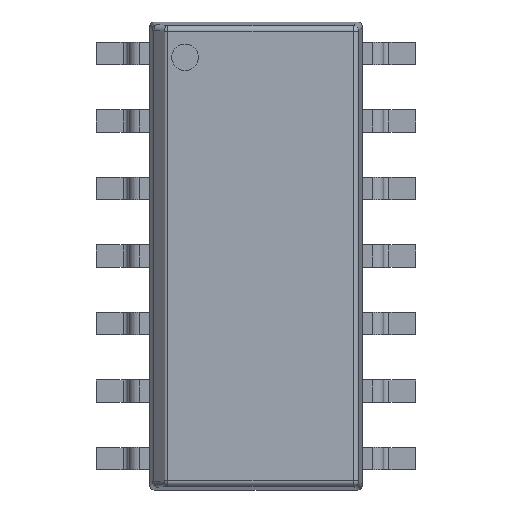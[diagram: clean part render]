
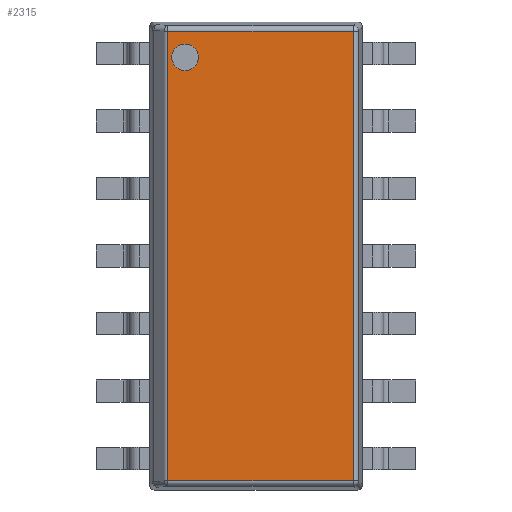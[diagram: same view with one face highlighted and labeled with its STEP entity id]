
A CAD part, top view. The second image highlights one B-rep face of the part: STEP entity #2315.
In plain terms, the highlighted planar face has unit normal (0, 0, 1).
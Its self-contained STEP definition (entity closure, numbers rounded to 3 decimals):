
#2109 = VERTEX_POINT('',#2110);
#2110 = CARTESIAN_POINT('',(3.829,0.171,1.75));
#2117 = EDGE_CURVE('',#2118,#2109,#2120,.T.);
#2118 = VERTEX_POINT('',#2119);
#2119 = CARTESIAN_POINT('',(0.341,0.171,1.75));
#2120 = LINE('',#2121,#2122);
#2121 = CARTESIAN_POINT('',(0.3,0.171,1.75));
#2122 = VECTOR('',#2123,1.);
#2123 = DIRECTION('',(1.,0.,0.));
#2192 = VERTEX_POINT('',#2193);
#2193 = CARTESIAN_POINT('',(0.341,8.629,1.75));
#2200 = EDGE_CURVE('',#2192,#2201,#2203,.T.);
#2201 = VERTEX_POINT('',#2202);
#2202 = CARTESIAN_POINT('',(3.829,8.629,1.75));
#2203 = LINE('',#2204,#2205);
#2204 = CARTESIAN_POINT('',(0.3,8.629,1.75));
#2205 = VECTOR('',#2206,1.);
#2206 = DIRECTION('',(1.,0.,0.));
#2230 = EDGE_CURVE('',#2109,#2201,#2231,.T.);
#2231 = LINE('',#2232,#2233);
#2232 = CARTESIAN_POINT('',(3.829,0.081,1.75));
#2233 = VECTOR('',#2234,1.);
#2234 = DIRECTION('',(0.,1.,0.));
#2315 = ADVANCED_FACE('',(#2316,#2327),#2338,.T.);
#2316 = FACE_BOUND('',#2317,.T.);
#2317 = EDGE_LOOP('',(#2318,#2319,#2325,#2326));
#2318 = ORIENTED_EDGE('',*,*,#2200,.F.);
#2319 = ORIENTED_EDGE('',*,*,#2320,.F.);
#2320 = EDGE_CURVE('',#2118,#2192,#2321,.T.);
#2321 = LINE('',#2322,#2323);
#2322 = CARTESIAN_POINT('',(0.341,0.081,1.75));
#2323 = VECTOR('',#2324,1.);
#2324 = DIRECTION('',(0.,1.,0.));
#2325 = ORIENTED_EDGE('',*,*,#2117,.T.);
#2326 = ORIENTED_EDGE('',*,*,#2230,.T.);
#2327 = FACE_BOUND('',#2328,.T.);
#2328 = EDGE_LOOP('',(#2329));
#2329 = ORIENTED_EDGE('',*,*,#2330,.F.);
#2330 = EDGE_CURVE('',#2331,#2331,#2333,.T.);
#2331 = VERTEX_POINT('',#2332);
#2332 = CARTESIAN_POINT('',(0.917,8.133,1.75));
#2333 = CIRCLE('',#2334,0.25);
#2334 = AXIS2_PLACEMENT_3D('',#2335,#2336,#2337);
#2335 = CARTESIAN_POINT('',(0.667,8.133,1.75));
#2336 = DIRECTION('',(0.,0.,1.));
#2337 = DIRECTION('',(1.,0.,0.));
#2338 = PLANE('',#2339);
#2339 = AXIS2_PLACEMENT_3D('',#2340,#2341,#2342);
#2340 = CARTESIAN_POINT('',(0.,0.,1.75));
#2341 = DIRECTION('',(0.,0.,1.));
#2342 = DIRECTION('',(1.,0.,0.));
